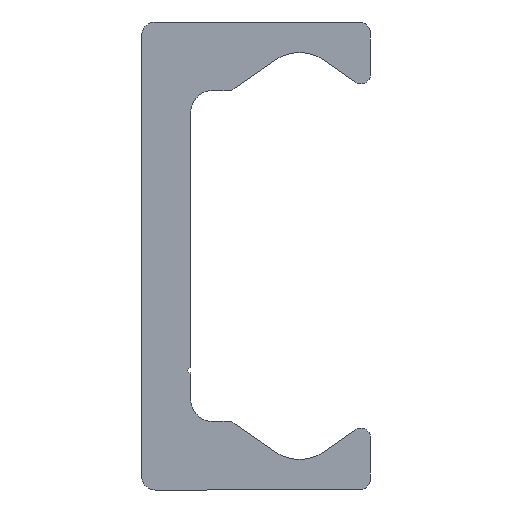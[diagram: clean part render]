
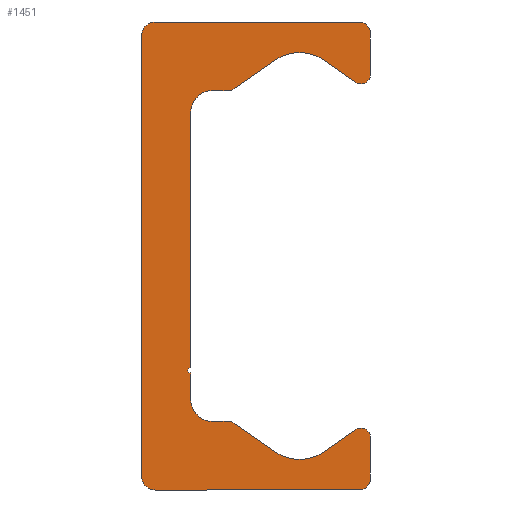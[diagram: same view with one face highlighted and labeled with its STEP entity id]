
A CAD part, left-side view. The second image highlights one B-rep face of the part: STEP entity #1451.
In plain terms, the highlighted planar face has unit normal (-1, 0, 0).
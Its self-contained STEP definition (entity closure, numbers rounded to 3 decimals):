
#560=CARTESIAN_POINT('',(0.0,9.25,-21.5));
#561=VERTEX_POINT('',#560);
#568=CARTESIAN_POINT('',(0.0,10.5,-20.25));
#569=VERTEX_POINT('',#568);
#570=CARTESIAN_POINT('',(0.0,9.25,-20.25));
#571=DIRECTION('',(1.0,0.0,0.0));
#572=DIRECTION('',(0.0,0.0,-1.0));
#573=AXIS2_PLACEMENT_3D('',#570,#571,#572);
#574=CIRCLE('',#573,1.25);
#575=EDGE_CURVE('',#561,#569,#574,.T.);
#599=CARTESIAN_POINT('',(0.0,-9.5,-21.5));
#600=VERTEX_POINT('',#599);
#607=CARTESIAN_POINT('',(0.0,-9.5,-21.5));
#608=DIRECTION('',(0.0,1.0,0.0));
#609=VECTOR('',#608,18.75);
#610=LINE('',#607,#609);
#611=EDGE_CURVE('',#600,#561,#610,.T.);
#631=CARTESIAN_POINT('',(0.0,-10.5,-20.5));
#632=VERTEX_POINT('',#631);
#639=CARTESIAN_POINT('',(0.0,-9.5,-20.5));
#640=DIRECTION('',(1.0,0.0,0.0));
#641=DIRECTION('',(0.0,-1.0,0.0));
#642=AXIS2_PLACEMENT_3D('',#639,#640,#641);
#643=CIRCLE('',#642,1.0);
#644=EDGE_CURVE('',#632,#600,#643,.T.);
#663=CARTESIAN_POINT('',(0.0,-10.5,-16.65));
#664=VERTEX_POINT('',#663);
#671=CARTESIAN_POINT('',(0.0,-10.5,-16.65));
#672=DIRECTION('',(0.0,0.0,-1.0));
#673=VECTOR('',#672,3.85);
#674=LINE('',#671,#673);
#675=EDGE_CURVE('',#664,#632,#674,.T.);
#695=CARTESIAN_POINT('',(0.0,-9.162,-15.954));
#696=VERTEX_POINT('',#695);
#703=CARTESIAN_POINT('',(0.0,-9.65,-16.65));
#704=DIRECTION('',(1.0,0.0,0.0));
#705=DIRECTION('',(0.0,0.574,0.819));
#706=AXIS2_PLACEMENT_3D('',#703,#704,#705);
#707=CIRCLE('',#706,0.85);
#708=EDGE_CURVE('',#696,#664,#707,.T.);
#727=CARTESIAN_POINT('',(0.0,-6.294,-17.962));
#728=VERTEX_POINT('',#727);
#735=CARTESIAN_POINT('',(0.0,-6.294,-17.962));
#736=DIRECTION('',(0.0,-0.819,0.574));
#737=VECTOR('',#736,3.501);
#738=LINE('',#735,#737);
#739=EDGE_CURVE('',#728,#696,#738,.T.);
#759=CARTESIAN_POINT('',(0.0,-1.706,-17.962));
#760=VERTEX_POINT('',#759);
#767=CARTESIAN_POINT('',(0.0,-4.,-14.685));
#768=DIRECTION('',(-1.0,0.0,0.0));
#769=DIRECTION('',(0.0,0.574,0.819));
#770=AXIS2_PLACEMENT_3D('',#767,#768,#769);
#771=CIRCLE('',#770,4.0);
#772=EDGE_CURVE('',#760,#728,#771,.T.);
#791=CARTESIAN_POINT('',(0.0,1.981,-15.381));
#792=VERTEX_POINT('',#791);
#799=CARTESIAN_POINT('',(0.0,1.981,-15.381));
#800=DIRECTION('',(0.0,-0.819,-0.574));
#801=VECTOR('',#800,4.5);
#802=LINE('',#799,#801);
#803=EDGE_CURVE('',#792,#760,#802,.T.);
#823=CARTESIAN_POINT('',(0.0,2.554,-15.2));
#824=VERTEX_POINT('',#823);
#831=CARTESIAN_POINT('',(0.0,2.554,-16.2));
#832=DIRECTION('',(1.0,0.0,0.0));
#833=DIRECTION('',(0.0,0.0,1.0));
#834=AXIS2_PLACEMENT_3D('',#831,#832,#833);
#835=CIRCLE('',#834,1.);
#836=EDGE_CURVE('',#824,#792,#835,.T.);
#855=CARTESIAN_POINT('',(0.0,4.0,-15.2));
#856=VERTEX_POINT('',#855);
#863=CARTESIAN_POINT('',(0.0,4.0,-15.2));
#864=DIRECTION('',(0.0,-1.0,0.0));
#865=VECTOR('',#864,1.446);
#866=LINE('',#863,#865);
#867=EDGE_CURVE('',#856,#824,#866,.T.);
#887=CARTESIAN_POINT('',(0.0,6.,-13.2));
#888=VERTEX_POINT('',#887);
#895=CARTESIAN_POINT('',(0.0,4.,-13.2));
#896=DIRECTION('',(-1.0,0.0,0.0));
#897=DIRECTION('',(0.0,0.0,1.0));
#898=AXIS2_PLACEMENT_3D('',#895,#896,#897);
#899=CIRCLE('',#898,2.0);
#900=EDGE_CURVE('',#888,#856,#899,.T.);
#919=CARTESIAN_POINT('',(0.0,6.,-10.75));
#920=VERTEX_POINT('',#919);
#927=CARTESIAN_POINT('',(0.0,6.,-10.75));
#928=DIRECTION('',(0.0,0.0,-1.0));
#929=VECTOR('',#928,2.45);
#930=LINE('',#927,#929);
#931=EDGE_CURVE('',#920,#888,#930,.T.);
#951=CARTESIAN_POINT('',(0.0,6.,-10.25));
#952=VERTEX_POINT('',#951);
#959=CARTESIAN_POINT('',(0.0,6.,-10.5));
#960=DIRECTION('',(-1.0,0.0,0.0));
#961=DIRECTION('',(0.0,0.0,1.0));
#962=AXIS2_PLACEMENT_3D('',#959,#960,#961);
#963=CIRCLE('',#962,0.25);
#964=EDGE_CURVE('',#952,#920,#963,.T.);
#983=CARTESIAN_POINT('',(0.0,6.,13.2));
#984=VERTEX_POINT('',#983);
#991=CARTESIAN_POINT('',(0.0,6.,13.2));
#992=DIRECTION('',(0.0,0.0,-1.0));
#993=VECTOR('',#992,23.45);
#994=LINE('',#991,#993);
#995=EDGE_CURVE('',#984,#952,#994,.T.);
#1036=CARTESIAN_POINT('',(0.0,4.0,15.2));
#1037=VERTEX_POINT('',#1036);
#1044=CARTESIAN_POINT('',(0.0,4.,13.2));
#1045=DIRECTION('',(-1.0,0.0,0.0));
#1046=DIRECTION('',(0.0,-1.0,0.0));
#1047=AXIS2_PLACEMENT_3D('',#1044,#1045,#1046);
#1048=CIRCLE('',#1047,2.0);
#1049=EDGE_CURVE('',#1037,#984,#1048,.T.);
#1068=CARTESIAN_POINT('',(0.0,2.554,15.2));
#1069=VERTEX_POINT('',#1068);
#1076=CARTESIAN_POINT('',(0.0,2.554,15.2));
#1077=DIRECTION('',(0.0,1.0,0.0));
#1078=VECTOR('',#1077,1.446);
#1079=LINE('',#1076,#1078);
#1080=EDGE_CURVE('',#1069,#1037,#1079,.T.);
#1100=CARTESIAN_POINT('',(0.0,1.981,15.381));
#1101=VERTEX_POINT('',#1100);
#1108=CARTESIAN_POINT('',(0.0,2.554,16.2));
#1109=DIRECTION('',(1.0,0.0,0.0));
#1110=DIRECTION('',(0.0,-0.574,-0.819));
#1111=AXIS2_PLACEMENT_3D('',#1108,#1109,#1110);
#1112=CIRCLE('',#1111,1.);
#1113=EDGE_CURVE('',#1101,#1069,#1112,.T.);
#1132=CARTESIAN_POINT('',(0.0,-1.706,17.962));
#1133=VERTEX_POINT('',#1132);
#1140=CARTESIAN_POINT('',(0.0,-1.706,17.962));
#1141=DIRECTION('',(0.0,0.819,-0.574));
#1142=VECTOR('',#1141,4.5);
#1143=LINE('',#1140,#1142);
#1144=EDGE_CURVE('',#1133,#1101,#1143,.T.);
#1164=CARTESIAN_POINT('',(0.0,-6.294,17.962));
#1165=VERTEX_POINT('',#1164);
#1172=CARTESIAN_POINT('',(0.0,-4.,14.685));
#1173=DIRECTION('',(-1.0,0.0,0.0));
#1174=DIRECTION('',(0.0,-0.574,-0.819));
#1175=AXIS2_PLACEMENT_3D('',#1172,#1173,#1174);
#1176=CIRCLE('',#1175,4.0);
#1177=EDGE_CURVE('',#1165,#1133,#1176,.T.);
#1196=CARTESIAN_POINT('',(0.0,-9.162,15.954));
#1197=VERTEX_POINT('',#1196);
#1204=CARTESIAN_POINT('',(0.0,-9.162,15.954));
#1205=DIRECTION('',(0.0,0.819,0.574));
#1206=VECTOR('',#1205,3.501);
#1207=LINE('',#1204,#1206);
#1208=EDGE_CURVE('',#1197,#1165,#1207,.T.);
#1228=CARTESIAN_POINT('',(0.0,-10.5,16.65));
#1229=VERTEX_POINT('',#1228);
#1236=CARTESIAN_POINT('',(0.0,-9.65,16.65));
#1237=DIRECTION('',(1.0,0.0,0.0));
#1238=DIRECTION('',(0.0,-1.0,0.0));
#1239=AXIS2_PLACEMENT_3D('',#1236,#1237,#1238);
#1240=CIRCLE('',#1239,0.85);
#1241=EDGE_CURVE('',#1229,#1197,#1240,.T.);
#1260=CARTESIAN_POINT('',(0.0,-10.5,20.5));
#1261=VERTEX_POINT('',#1260);
#1268=CARTESIAN_POINT('',(0.0,-10.5,20.5));
#1269=DIRECTION('',(0.0,0.0,-1.0));
#1270=VECTOR('',#1269,3.85);
#1271=LINE('',#1268,#1270);
#1272=EDGE_CURVE('',#1261,#1229,#1271,.T.);
#1292=CARTESIAN_POINT('',(0.0,-9.5,21.5));
#1293=VERTEX_POINT('',#1292);
#1300=CARTESIAN_POINT('',(0.0,-9.5,20.5));
#1301=DIRECTION('',(1.0,0.0,0.0));
#1302=DIRECTION('',(0.0,0.0,1.0));
#1303=AXIS2_PLACEMENT_3D('',#1300,#1301,#1302);
#1304=CIRCLE('',#1303,1.0);
#1305=EDGE_CURVE('',#1293,#1261,#1304,.T.);
#1324=CARTESIAN_POINT('',(0.0,9.25,21.5));
#1325=VERTEX_POINT('',#1324);
#1332=CARTESIAN_POINT('',(0.0,9.25,21.5));
#1333=DIRECTION('',(0.0,-1.0,0.0));
#1334=VECTOR('',#1333,18.75);
#1335=LINE('',#1332,#1334);
#1336=EDGE_CURVE('',#1325,#1293,#1335,.T.);
#1356=CARTESIAN_POINT('',(0.0,10.5,20.25));
#1357=VERTEX_POINT('',#1356);
#1364=CARTESIAN_POINT('',(0.0,9.25,20.25));
#1365=DIRECTION('',(1.0,0.0,0.0));
#1366=DIRECTION('',(0.0,1.0,0.0));
#1367=AXIS2_PLACEMENT_3D('',#1364,#1365,#1366);
#1368=CIRCLE('',#1367,1.25);
#1369=EDGE_CURVE('',#1357,#1325,#1368,.T.);
#1387=CARTESIAN_POINT('',(0.0,10.5,-20.25));
#1388=DIRECTION('',(0.0,0.0,1.0));
#1389=VECTOR('',#1388,40.5);
#1390=LINE('',#1387,#1389);
#1391=EDGE_CURVE('',#569,#1357,#1390,.T.);
#1418=CARTESIAN_POINT('',(0.0,2.66,-0.019));
#1419=DIRECTION('',(1.0,0.0,0.0));
#1420=DIRECTION('',(0.0,0.0,-1.0));
#1421=AXIS2_PLACEMENT_3D('',#1418,#1419,#1420);
#1422=PLANE('',#1421);
#1423=ORIENTED_EDGE('',*,*,#1391,.F.);
#1424=ORIENTED_EDGE('',*,*,#575,.F.);
#1425=ORIENTED_EDGE('',*,*,#611,.F.);
#1426=ORIENTED_EDGE('',*,*,#644,.F.);
#1427=ORIENTED_EDGE('',*,*,#675,.F.);
#1428=ORIENTED_EDGE('',*,*,#708,.F.);
#1429=ORIENTED_EDGE('',*,*,#739,.F.);
#1430=ORIENTED_EDGE('',*,*,#772,.F.);
#1431=ORIENTED_EDGE('',*,*,#803,.F.);
#1432=ORIENTED_EDGE('',*,*,#836,.F.);
#1433=ORIENTED_EDGE('',*,*,#867,.F.);
#1434=ORIENTED_EDGE('',*,*,#900,.F.);
#1435=ORIENTED_EDGE('',*,*,#931,.F.);
#1436=ORIENTED_EDGE('',*,*,#964,.F.);
#1437=ORIENTED_EDGE('',*,*,#995,.F.);
#1438=ORIENTED_EDGE('',*,*,#1049,.F.);
#1439=ORIENTED_EDGE('',*,*,#1080,.F.);
#1440=ORIENTED_EDGE('',*,*,#1113,.F.);
#1441=ORIENTED_EDGE('',*,*,#1144,.F.);
#1442=ORIENTED_EDGE('',*,*,#1177,.F.);
#1443=ORIENTED_EDGE('',*,*,#1208,.F.);
#1444=ORIENTED_EDGE('',*,*,#1241,.F.);
#1445=ORIENTED_EDGE('',*,*,#1272,.F.);
#1446=ORIENTED_EDGE('',*,*,#1305,.F.);
#1447=ORIENTED_EDGE('',*,*,#1336,.F.);
#1448=ORIENTED_EDGE('',*,*,#1369,.F.);
#1449=EDGE_LOOP('',(#1423,#1424,#1425,#1426,#1427,#1428,#1429,#1430,#1431,#1432,#1433,#1434,#1435,#1436,#1437,#1438,#1439,#1440,#1441,#1442,#1443,#1444,#1445,#1446,#1447,#1448));
#1450=FACE_OUTER_BOUND('',#1449,.T.);
#1451=ADVANCED_FACE('',(#1450),#1422,.F.);
